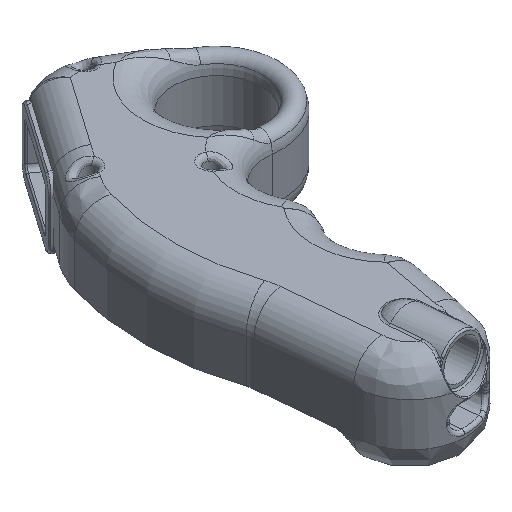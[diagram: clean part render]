
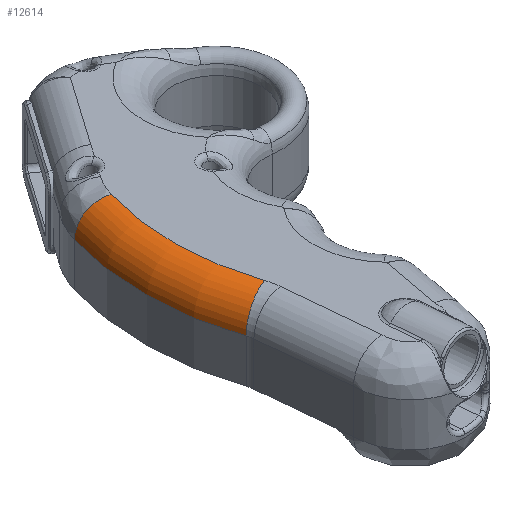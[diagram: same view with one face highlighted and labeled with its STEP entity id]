
A CAD part, isometric view. The second image highlights one B-rep face of the part: STEP entity #12614.
In plain terms, the highlighted toroidal (fillet/blend) face has major radius 77.8 mm and minor radius 9.2 mm.
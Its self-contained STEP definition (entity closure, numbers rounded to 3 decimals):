
#435=TOROIDAL_SURFACE('',#13655,77.8,9.2);
#2213=FACE_OUTER_BOUND('',#3012,.T.);
#3012=EDGE_LOOP('',(#9609,#9610,#9611,#9612));
#3651=CIRCLE('',#13314,77.8);
#3836=CIRCLE('',#13656,87.);
#3837=CIRCLE('',#13657,9.2);
#3838=CIRCLE('',#13658,9.2);
#5106=VERTEX_POINT('',#27286);
#5107=VERTEX_POINT('',#27293);
#5496=VERTEX_POINT('',#32398);
#5497=VERTEX_POINT('',#32399);
#6447=EDGE_CURVE('',#5107,#5106,#3651,.T.);
#7010=EDGE_CURVE('',#5496,#5497,#3836,.T.);
#7011=EDGE_CURVE('',#5497,#5107,#3837,.T.);
#7012=EDGE_CURVE('',#5496,#5106,#3838,.T.);
#9609=ORIENTED_EDGE('',*,*,#7010,.T.);
#9610=ORIENTED_EDGE('',*,*,#7011,.T.);
#9611=ORIENTED_EDGE('',*,*,#6447,.T.);
#9612=ORIENTED_EDGE('',*,*,#7012,.F.);
#12614=ADVANCED_FACE('',(#2213),#435,.T.);
#13314=AXIS2_PLACEMENT_3D('',#27294,#14882,#14883);
#13655=AXIS2_PLACEMENT_3D('',#32397,#15739,#15740);
#13656=AXIS2_PLACEMENT_3D('',#32400,#15741,#15742);
#13657=AXIS2_PLACEMENT_3D('',#32401,#15743,#15744);
#13658=AXIS2_PLACEMENT_3D('',#32402,#15745,#15746);
#14882=DIRECTION('center_axis',(0.,0.,
-1.));
#14883=DIRECTION('ref_axis',(-1.,-0.019,0.));
#15739=DIRECTION('center_axis',(0.,0.,
1.));
#15740=DIRECTION('ref_axis',(-1.,-0.014,0.));
#15741=DIRECTION('center_axis',(0.,0.,
1.));
#15742=DIRECTION('ref_axis',(-1.,-0.019,0.));
#15743=DIRECTION('center_axis',(-0.317,0.948,0.));
#15744=DIRECTION('ref_axis',(-0.948,-0.317,0.));
#15745=DIRECTION('center_axis',(0.291,0.957,0.));
#15746=DIRECTION('ref_axis',(-0.957,0.291,0.));
#27286=CARTESIAN_POINT('',(-21.27,21.2,0.));
#27293=CARTESIAN_POINT('',(-20.626,-26.14,0.));
#27294=CARTESIAN_POINT('Origin',(53.156,-1.461,0.));
#32397=CARTESIAN_POINT('Origin',(53.156,-1.461,-9.2));
#32398=CARTESIAN_POINT('',(-30.071,23.879,-9.2));
#32399=CARTESIAN_POINT('',(-29.351,-29.058,-9.2));
#32400=CARTESIAN_POINT('Origin',(53.156,-1.461,-9.2));
#32401=CARTESIAN_POINT('Origin',(-20.626,-26.14,-9.2));
#32402=CARTESIAN_POINT('Origin',(-21.27,21.2,-9.2));
